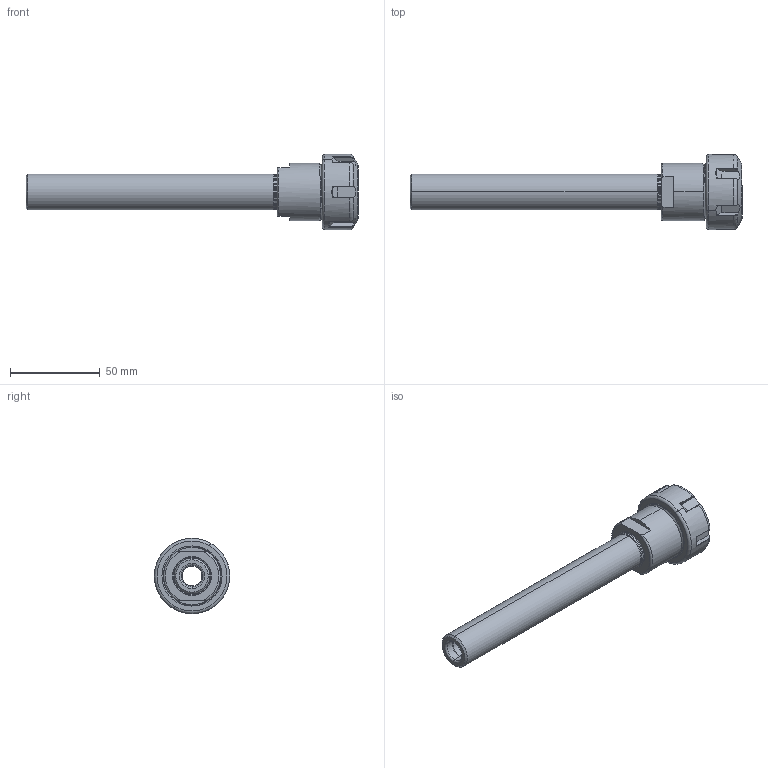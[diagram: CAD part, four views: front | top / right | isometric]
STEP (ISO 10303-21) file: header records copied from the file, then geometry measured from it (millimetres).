
FILE_DESCRIPTION (( 'STEP AP203' ), '1' );
FILE_NAME ('120.02.16.STEP', '2016-11-28T09:52:01', ( '' ), ( '' ), 'SwSTEP 2.0', 'SolidWorks 2012', '' );
FILE_SCHEMA (( 'CONFIG_CONTROL_DESIGN' ));
Length unit declared in the file: millimetre
Products named in the file (3): 120.02.16; 2-01.100.0250200C7_ER25螺帽(六溝)
Assembly tree (2 placements, depth 2):
  120.02.16
    120.02.16
    2-01.100.0250200C7_ER25螺帽(六溝)
Bounding box: 185.1 x 42 x 42 mm (x, y, z)
Volume: 58485.2 mm3; surface area: 29629.1 mm2
Topology: 2 solids, 2 shells, 245 faces, 647 edges, 408 vertices
Faces by surface type: cylinder 98, plane 50, torus 40, bspline 40, cone 17
Entity records: 17996 total; most frequent: CARTESIAN_POINT 12421, ORIENTED_EDGE 1294, DIRECTION 885, EDGE_CURVE 647, VERTEX_POINT 408, AXIS2_PLACEMENT_3D 352, EDGE_LOOP 251, FACE_OUTER_BOUND 245
